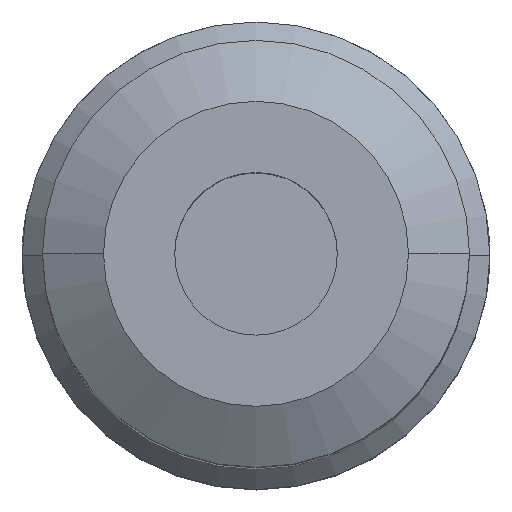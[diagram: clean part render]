
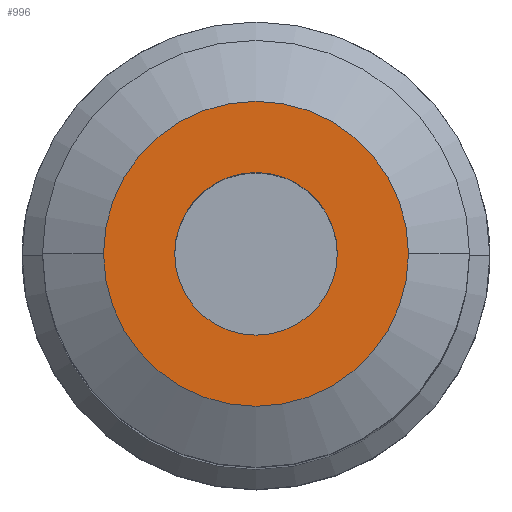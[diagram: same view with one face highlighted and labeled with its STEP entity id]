
A CAD part, top view. The second image highlights one B-rep face of the part: STEP entity #996.
In plain terms, the highlighted planar face has unit normal (0, 0, 1).
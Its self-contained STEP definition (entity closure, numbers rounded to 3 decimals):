
#7 = CIRCLE ( 'NONE', #155, 8. ) ;
#38 = DIRECTION ( 'NONE',  ( 0., 0., -1. ) ) ;
#91 = DIRECTION ( 'NONE',  ( 0., 0., -1. ) ) ;
#93 = VERTEX_POINT ( 'NONE', #175 ) ;
#144 = ORIENTED_EDGE ( 'NONE', *, *, #428, .F. ) ;
#155 = AXIS2_PLACEMENT_3D ( 'NONE', #668, #1659, #811 ) ;
#175 = CARTESIAN_POINT ( 'NONE',  ( -15., 0., 135. ) ) ;
#318 = CARTESIAN_POINT ( 'NONE',  ( 8., 0., 135. ) ) ;
#357 = EDGE_LOOP ( 'NONE', ( #1585, #1763 ) ) ;
#385 = ORIENTED_EDGE ( 'NONE', *, *, #1620, .F. ) ;
#411 = AXIS2_PLACEMENT_3D ( 'NONE', #1017, #38, #872 ) ;
#428 = EDGE_CURVE ( 'NONE', #93, #1497, #766, .T. ) ;
#429 = VERTEX_POINT ( 'NONE', #318 ) ;
#472 = CARTESIAN_POINT ( 'NONE',  ( 0., 15., 135. ) ) ;
#503 = CIRCLE ( 'NONE', #1612, 8. ) ;
#574 = AXIS2_PLACEMENT_3D ( 'NONE', #928, #91, #1075 ) ;
#603 = CARTESIAN_POINT ( 'NONE',  ( -8., 0., 135. ) ) ;
#640 = VERTEX_POINT ( 'NONE', #603 ) ;
#657 = DIRECTION ( 'NONE',  ( 0., 0., -1. ) ) ;
#668 = CARTESIAN_POINT ( 'NONE',  ( 0., 0., 135. ) ) ;
#752 = DIRECTION ( 'NONE',  ( 0., 0., 1. ) ) ;
#766 = CIRCLE ( 'NONE', #411, 15. ) ;
#787 = FACE_BOUND ( 'NONE', #357, .T. ) ;
#811 = DIRECTION ( 'NONE',  ( -1., 0., 0. ) ) ;
#872 = DIRECTION ( 'NONE',  ( -1., 0., 0. ) ) ;
#894 = PLANE ( 'NONE',  #1169 ) ;
#928 = CARTESIAN_POINT ( 'NONE',  ( 0., 0., 135. ) ) ;
#996 = ADVANCED_FACE ( 'NONE', ( #787, #1707 ), #894, .T. ) ;
#1002 = CIRCLE ( 'NONE', #574, 15. ) ;
#1017 = CARTESIAN_POINT ( 'NONE',  ( 0., 0., 135. ) ) ;
#1073 = CARTESIAN_POINT ( 'NONE',  ( 15., 0., 135. ) ) ;
#1075 = DIRECTION ( 'NONE',  ( -1., 0., 0. ) ) ;
#1169 = AXIS2_PLACEMENT_3D ( 'NONE', #472, #752, #1604 ) ;
#1301 = EDGE_CURVE ( 'NONE', #640, #429, #503, .T. ) ;
#1318 = EDGE_CURVE ( 'NONE', #429, #640, #7, .T. ) ;
#1326 = EDGE_LOOP ( 'NONE', ( #144, #385 ) ) ;
#1497 = VERTEX_POINT ( 'NONE', #1073 ) ;
#1516 = CARTESIAN_POINT ( 'NONE',  ( 0., 0., 135. ) ) ;
#1585 = ORIENTED_EDGE ( 'NONE', *, *, #1301, .T. ) ;
#1604 = DIRECTION ( 'NONE',  ( 1., 0., 0. ) ) ;
#1612 = AXIS2_PLACEMENT_3D ( 'NONE', #1516, #657, #1650 ) ;
#1620 = EDGE_CURVE ( 'NONE', #1497, #93, #1002, .T. ) ;
#1650 = DIRECTION ( 'NONE',  ( -1., 0., 0. ) ) ;
#1659 = DIRECTION ( 'NONE',  ( 0., 0., -1. ) ) ;
#1707 = FACE_OUTER_BOUND ( 'NONE', #1326, .T. ) ;
#1763 = ORIENTED_EDGE ( 'NONE', *, *, #1318, .T. ) ;
